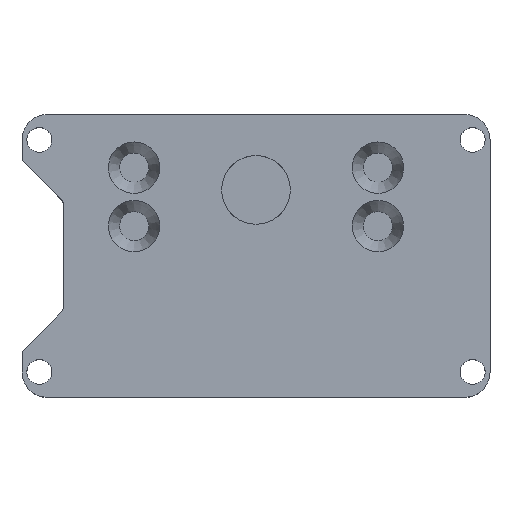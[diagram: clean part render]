
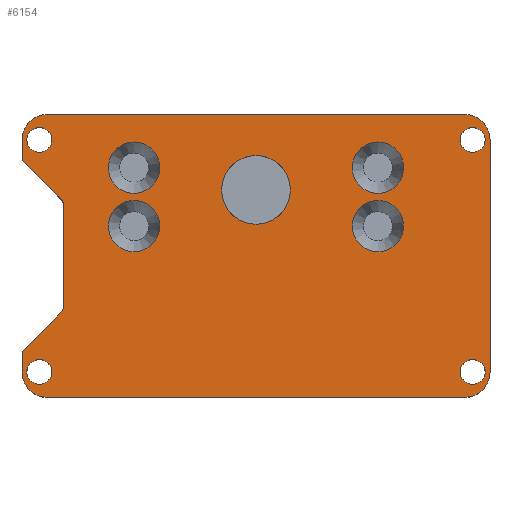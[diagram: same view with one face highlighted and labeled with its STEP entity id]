
A CAD part, top view. The second image highlights one B-rep face of the part: STEP entity #6154.
In plain terms, the highlighted planar face has unit normal (0, 0, 1).
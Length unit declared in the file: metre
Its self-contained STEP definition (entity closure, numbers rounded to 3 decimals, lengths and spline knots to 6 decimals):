
#332=CIRCLE('',#6615,0.001);
#333=CIRCLE('',#6616,0.001);
#334=CIRCLE('',#6617,0.001);
#335=CIRCLE('',#6618,0.001);
#336=CIRCLE('',#6619,0.005188);
#337=CIRCLE('',#6620,0.005188);
#338=CIRCLE('',#6621,0.005188);
#339=CIRCLE('',#6622,0.005188);
#340=CIRCLE('',#6623,0.005275);
#341=CIRCLE('',#6624,0.005275);
#342=CIRCLE('',#6625,0.005275);
#343=CIRCLE('',#6626,0.005275);
#344=CIRCLE('',#6627,0.00705);
#345=CIRCLE('',#6628,0.002553);
#346=CIRCLE('',#6629,0.002553);
#347=CIRCLE('',#6630,0.002553);
#348=CIRCLE('',#6631,0.002553);
#1067=ORIENTED_EDGE('',*,*,#2567,.T.);
#1068=ORIENTED_EDGE('',*,*,#2568,.T.);
#1069=ORIENTED_EDGE('',*,*,#2569,.T.);
#1070=ORIENTED_EDGE('',*,*,#2570,.T.);
#1071=ORIENTED_EDGE('',*,*,#2571,.T.);
#1072=ORIENTED_EDGE('',*,*,#2572,.T.);
#1073=ORIENTED_EDGE('',*,*,#2573,.F.);
#1074=ORIENTED_EDGE('',*,*,#2574,.T.);
#1075=ORIENTED_EDGE('',*,*,#2575,.F.);
#1076=ORIENTED_EDGE('',*,*,#2576,.T.);
#1077=ORIENTED_EDGE('',*,*,#2577,.F.);
#1078=ORIENTED_EDGE('',*,*,#2578,.F.);
#1079=ORIENTED_EDGE('',*,*,#2579,.F.);
#1080=ORIENTED_EDGE('',*,*,#2580,.T.);
#1081=ORIENTED_EDGE('',*,*,#2581,.T.);
#1082=ORIENTED_EDGE('',*,*,#2582,.F.);
#1083=ORIENTED_EDGE('',*,*,#2583,.T.);
#1084=ORIENTED_EDGE('',*,*,#2584,.T.);
#1085=ORIENTED_EDGE('',*,*,#2585,.F.);
#1086=ORIENTED_EDGE('',*,*,#2586,.F.);
#1087=ORIENTED_EDGE('',*,*,#2587,.F.);
#1088=ORIENTED_EDGE('',*,*,#2588,.F.);
#1089=ORIENTED_EDGE('',*,*,#2589,.F.);
#1090=ORIENTED_EDGE('',*,*,#2590,.F.);
#1091=ORIENTED_EDGE('',*,*,#2591,.F.);
#2567=EDGE_CURVE('',#3371,#3372,#3981,.T.);
#2568=EDGE_CURVE('',#3372,#3373,#332,.T.);
#2569=EDGE_CURVE('',#3373,#3374,#3982,.T.);
#2570=EDGE_CURVE('',#3374,#3375,#333,.F.);
#2571=EDGE_CURVE('',#3375,#3376,#3983,.T.);
#2572=EDGE_CURVE('',#3376,#3377,#334,.F.);
#2573=EDGE_CURVE('',#3378,#3377,#3984,.T.);
#2574=EDGE_CURVE('',#3378,#3379,#335,.T.);
#2575=EDGE_CURVE('',#3380,#3379,#3985,.T.);
#2576=EDGE_CURVE('',#3380,#3381,#336,.T.);
#2577=EDGE_CURVE('',#3382,#3381,#3986,.T.);
#2578=EDGE_CURVE('',#3383,#3382,#337,.T.);
#2579=EDGE_CURVE('',#3384,#3383,#3987,.T.);
#2580=EDGE_CURVE('',#3384,#3385,#338,.T.);
#2581=EDGE_CURVE('',#3385,#3386,#3988,.T.);
#2582=EDGE_CURVE('',#3371,#3386,#339,.T.);
#2583=EDGE_CURVE('',#3387,#3387,#340,.T.);
#2584=EDGE_CURVE('',#3388,#3388,#341,.T.);
#2585=EDGE_CURVE('',#3389,#3389,#342,.T.);
#2586=EDGE_CURVE('',#3390,#3390,#343,.T.);
#2587=EDGE_CURVE('',#3391,#3391,#344,.T.);
#2588=EDGE_CURVE('',#3392,#3392,#345,.T.);
#2589=EDGE_CURVE('',#3393,#3393,#346,.T.);
#2590=EDGE_CURVE('',#3394,#3394,#347,.T.);
#2591=EDGE_CURVE('',#3395,#3395,#348,.T.);
#3371=VERTEX_POINT('',#9420);
#3372=VERTEX_POINT('',#9421);
#3373=VERTEX_POINT('',#9423);
#3374=VERTEX_POINT('',#9425);
#3375=VERTEX_POINT('',#9427);
#3376=VERTEX_POINT('',#9429);
#3377=VERTEX_POINT('',#9431);
#3378=VERTEX_POINT('',#9433);
#3379=VERTEX_POINT('',#9435);
#3380=VERTEX_POINT('',#9437);
#3381=VERTEX_POINT('',#9439);
#3382=VERTEX_POINT('',#9441);
#3383=VERTEX_POINT('',#9443);
#3384=VERTEX_POINT('',#9445);
#3385=VERTEX_POINT('',#9447);
#3386=VERTEX_POINT('',#9449);
#3387=VERTEX_POINT('',#9452);
#3388=VERTEX_POINT('',#9454);
#3389=VERTEX_POINT('',#9456);
#3390=VERTEX_POINT('',#9458);
#3391=VERTEX_POINT('',#9460);
#3392=VERTEX_POINT('',#9462);
#3393=VERTEX_POINT('',#9464);
#3394=VERTEX_POINT('',#9466);
#3395=VERTEX_POINT('',#9468);
#3981=LINE('',#9419,#4557);
#3982=LINE('',#9424,#4558);
#3983=LINE('',#9428,#4559);
#3984=LINE('',#9432,#4560);
#3985=LINE('',#9436,#4561);
#3986=LINE('',#9440,#4562);
#3987=LINE('',#9444,#4563);
#3988=LINE('',#9448,#4564);
#4557=VECTOR('',#7619,1.);
#4558=VECTOR('',#7622,1.);
#4559=VECTOR('',#7625,1.);
#4560=VECTOR('',#7628,1.);
#4561=VECTOR('',#7631,1.);
#4562=VECTOR('',#7634,1.);
#4563=VECTOR('',#7637,1.);
#4564=VECTOR('',#7640,1.);
#5082=EDGE_LOOP('',(#1067,#1068,#1069,#1070,#1071,#1072,#1073,#1074,#1075,
#1076,#1077,#1078,#1079,#1080,#1081,#1082));
#5083=EDGE_LOOP('',(#1083));
#5084=EDGE_LOOP('',(#1084));
#5085=EDGE_LOOP('',(#1085));
#5086=EDGE_LOOP('',(#1086));
#5087=EDGE_LOOP('',(#1087));
#5088=EDGE_LOOP('',(#1088));
#5089=EDGE_LOOP('',(#1089));
#5090=EDGE_LOOP('',(#1090));
#5091=EDGE_LOOP('',(#1091));
#5545=FACE_BOUND('',#5082,.T.);
#5546=FACE_BOUND('',#5083,.T.);
#5547=FACE_BOUND('',#5084,.T.);
#5548=FACE_BOUND('',#5085,.T.);
#5549=FACE_BOUND('',#5086,.T.);
#5550=FACE_BOUND('',#5087,.T.);
#5551=FACE_BOUND('',#5088,.T.);
#5552=FACE_BOUND('',#5089,.T.);
#5553=FACE_BOUND('',#5090,.T.);
#5554=FACE_BOUND('',#5091,.T.);
#5928=PLANE('',#6614);
#6154=ADVANCED_FACE('',(#5545,#5546,#5547,#5548,#5549,#5550,#5551,#5552,
#5553,#5554),#5928,.T.);
#6614=AXIS2_PLACEMENT_3D('',#9418,#7617,#7618);
#6615=AXIS2_PLACEMENT_3D('',#9422,#7620,#7621);
#6616=AXIS2_PLACEMENT_3D('',#9426,#7623,#7624);
#6617=AXIS2_PLACEMENT_3D('',#9430,#7626,#7627);
#6618=AXIS2_PLACEMENT_3D('',#9434,#7629,#7630);
#6619=AXIS2_PLACEMENT_3D('',#9438,#7632,#7633);
#6620=AXIS2_PLACEMENT_3D('',#9442,#7635,#7636);
#6621=AXIS2_PLACEMENT_3D('',#9446,#7638,#7639);
#6622=AXIS2_PLACEMENT_3D('',#9450,#7641,#7642);
#6623=AXIS2_PLACEMENT_3D('',#9451,#7643,#7644);
#6624=AXIS2_PLACEMENT_3D('',#9453,#7645,#7646);
#6625=AXIS2_PLACEMENT_3D('',#9455,#7647,#7648);
#6626=AXIS2_PLACEMENT_3D('',#9457,#7649,#7650);
#6627=AXIS2_PLACEMENT_3D('',#9459,#7651,#7652);
#6628=AXIS2_PLACEMENT_3D('',#9461,#7653,#7654);
#6629=AXIS2_PLACEMENT_3D('',#9463,#7655,#7656);
#6630=AXIS2_PLACEMENT_3D('',#9465,#7657,#7658);
#6631=AXIS2_PLACEMENT_3D('',#9467,#7659,#7660);
#7617=DIRECTION('',(0.,0.,1.));
#7618=DIRECTION('',(1.,0.,0.));
#7619=DIRECTION('',(0.,-1.,0.));
#7620=DIRECTION('',(0.,0.,1.));
#7621=DIRECTION('',(0.,-1.,0.));
#7622=DIRECTION('',(0.699,-0.715,0.));
#7623=DIRECTION('',(0.,0.,1.));
#7624=DIRECTION('',(0.,-1.,0.));
#7625=DIRECTION('',(0.,-1.,0.));
#7626=DIRECTION('',(0.,0.,1.));
#7627=DIRECTION('',(0.,-1.,0.));
#7628=DIRECTION('',(0.699,0.715,0.));
#7629=DIRECTION('',(0.,0.,1.));
#7630=DIRECTION('',(0.,-1.,0.));
#7631=DIRECTION('',(0.,1.,0.));
#7632=DIRECTION('',(0.,0.,1.));
#7633=DIRECTION('',(0.,1.,0.));
#7634=DIRECTION('',(-1.,0.,0.));
#7635=DIRECTION('',(0.,0.,-1.));
#7636=DIRECTION('',(0.,1.,0.));
#7637=DIRECTION('',(0.,-1.,0.));
#7638=DIRECTION('',(0.,0.,1.));
#7639=DIRECTION('',(0.,-1.,0.));
#7640=DIRECTION('',(-1.,0.,0.));
#7641=DIRECTION('',(0.,0.,-1.));
#7642=DIRECTION('',(0.,-1.,0.));
#7643=DIRECTION('',(0.,0.,-1.));
#7644=DIRECTION('',(0.,1.,0.));
#7645=DIRECTION('',(0.,0.,-1.));
#7646=DIRECTION('',(0.,1.,0.));
#7647=DIRECTION('',(0.,0.,1.));
#7648=DIRECTION('',(0.,1.,0.));
#7649=DIRECTION('',(0.,0.,1.));
#7650=DIRECTION('',(0.,1.,0.));
#7651=DIRECTION('',(0.,0.,1.));
#7652=DIRECTION('',(0.,-1.,0.));
#7653=DIRECTION('',(0.,0.,1.));
#7654=DIRECTION('',(0.,-1.,0.));
#7655=DIRECTION('',(0.,0.,1.));
#7656=DIRECTION('',(0.,-1.,0.));
#7657=DIRECTION('',(0.,0.,1.));
#7658=DIRECTION('',(0.,-1.,0.));
#7659=DIRECTION('',(0.,0.,1.));
#7660=DIRECTION('',(0.,-1.,0.));
#9418=CARTESIAN_POINT('',(0.,0.,0.01026));
#9419=CARTESIAN_POINT('',(-0.048,0.008217,0.01026));
#9420=CARTESIAN_POINT('',(-0.048,0.010275,0.01026));
#9421=CARTESIAN_POINT('',(-0.048,0.006566,0.01026));
#9422=CARTESIAN_POINT('',(-0.047,0.006566,0.01026));
#9423=CARTESIAN_POINT('',(-0.047715,0.005867,0.01026));
#9424=CARTESIAN_POINT('',(-0.04375,0.001811,0.01026));
#9425=CARTESIAN_POINT('',(-0.039785,-0.002246,0.01026));
#9426=CARTESIAN_POINT('',(-0.0405,-0.002945,0.01026));
#9427=CARTESIAN_POINT('',(-0.0395,-0.002945,0.01026));
#9428=CARTESIAN_POINT('',(-0.0395,-0.013537,0.01026));
#9429=CARTESIAN_POINT('',(-0.0395,-0.02413,0.01026));
#9430=CARTESIAN_POINT('',(-0.0405,-0.02413,0.01026));
#9431=CARTESIAN_POINT('',(-0.039785,-0.024829,0.01026));
#9432=CARTESIAN_POINT('',(-0.04375,-0.028885,0.01026));
#9433=CARTESIAN_POINT('',(-0.047715,-0.032941,0.01026));
#9434=CARTESIAN_POINT('',(-0.047,-0.03364,0.01026));
#9435=CARTESIAN_POINT('',(-0.048,-0.03364,0.01026));
#9436=CARTESIAN_POINT('',(-0.048,-0.035291,0.01026));
#9437=CARTESIAN_POINT('',(-0.048,-0.03735,0.01026));
#9438=CARTESIAN_POINT('',(-0.042813,-0.03735,0.01026));
#9439=CARTESIAN_POINT('',(-0.042813,-0.042537,0.01026));
#9440=CARTESIAN_POINT('',(0.013375,-0.042537,0.01026));
#9441=CARTESIAN_POINT('',(0.042813,-0.042537,0.01026));
#9442=CARTESIAN_POINT('',(0.042813,-0.03735,0.01026));
#9443=CARTESIAN_POINT('',(0.048,-0.03735,0.01026));
#9444=CARTESIAN_POINT('',(0.048,0.008217,0.01026));
#9445=CARTESIAN_POINT('',(0.048,0.010275,0.01026));
#9446=CARTESIAN_POINT('',(0.042813,0.010275,0.01026));
#9447=CARTESIAN_POINT('',(0.042813,0.015463,0.01026));
#9448=CARTESIAN_POINT('',(0.,0.015463,0.01026));
#9449=CARTESIAN_POINT('',(-0.042813,0.015463,0.01026));
#9450=CARTESIAN_POINT('',(-0.042813,0.010275,0.01026));
#9451=CARTESIAN_POINT('',(-0.025,-0.007437,0.01026));
#9452=CARTESIAN_POINT('',(-0.025,-0.002162,0.01026));
#9453=CARTESIAN_POINT('',(-0.025,0.004563,0.01026));
#9454=CARTESIAN_POINT('',(-0.025,0.009838,0.01026));
#9455=CARTESIAN_POINT('',(0.025,-0.007437,0.01026));
#9456=CARTESIAN_POINT('',(0.025,-0.002162,0.01026));
#9457=CARTESIAN_POINT('',(0.025,0.004563,0.01026));
#9458=CARTESIAN_POINT('',(0.025,0.009838,0.01026));
#9459=CARTESIAN_POINT('',(0.,0.,0.01026));
#9460=CARTESIAN_POINT('',(0.,-0.00705,0.01026));
#9461=CARTESIAN_POINT('',(0.04445,0.010275,0.01026));
#9462=CARTESIAN_POINT('',(0.04445,0.007723,0.01026));
#9463=CARTESIAN_POINT('',(-0.04445,0.010275,0.01026));
#9464=CARTESIAN_POINT('',(-0.04445,0.007723,0.01026));
#9465=CARTESIAN_POINT('',(-0.04445,-0.03735,0.01026));
#9466=CARTESIAN_POINT('',(-0.04445,-0.039902,0.01026));
#9467=CARTESIAN_POINT('',(0.04445,-0.03735,0.01026));
#9468=CARTESIAN_POINT('',(0.04445,-0.039902,0.01026));
